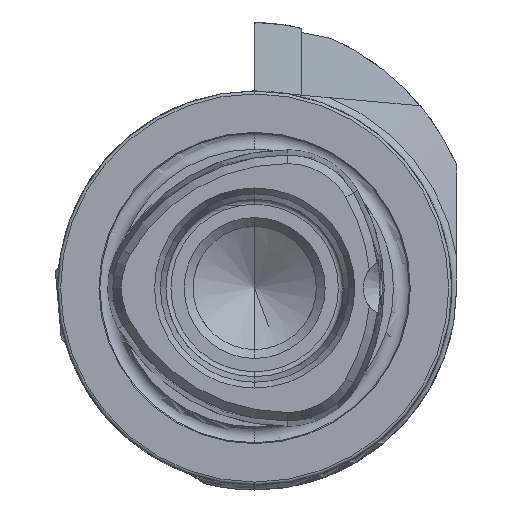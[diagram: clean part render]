
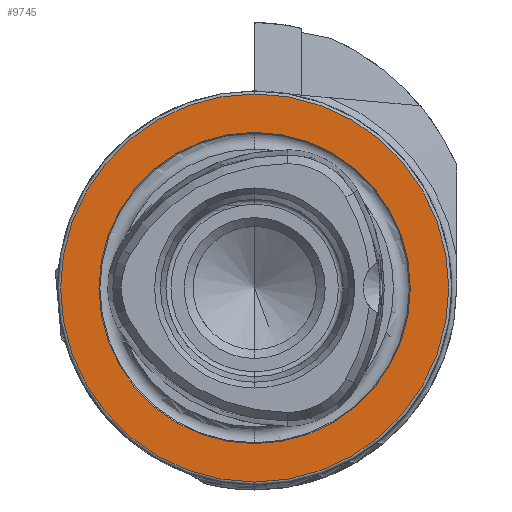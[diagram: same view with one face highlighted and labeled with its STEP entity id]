
A CAD part, left-side view. The second image highlights one B-rep face of the part: STEP entity #9745.
In plain terms, the highlighted planar face has unit normal (-1, 0, 0).
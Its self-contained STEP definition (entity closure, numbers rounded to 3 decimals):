
#91 = EDGE_LOOP ( 'NONE', ( #11359, #7541 ) ) ;
#341 = ORIENTED_EDGE ( 'NONE', *, *, #12182, .F. ) ;
#389 = DIRECTION ( 'NONE',  ( -1., 0., 0. ) ) ;
#652 = CIRCLE ( 'NONE', #5210, 19.7 ) ;
#1059 = CARTESIAN_POINT ( 'NONE',  ( 0., 0., 0. ) ) ;
#1123 = ORIENTED_EDGE ( 'NONE', *, *, #4154, .F. ) ;
#1775 = CARTESIAN_POINT ( 'NONE',  ( 0., 0., -15.8 ) ) ;
#1917 = CIRCLE ( 'NONE', #3923, 19.7 ) ;
#2422 = CARTESIAN_POINT ( 'NONE',  ( 0., 0., 0. ) ) ;
#2703 = CIRCLE ( 'NONE', #12776, 15.8 ) ;
#2730 = CARTESIAN_POINT ( 'NONE',  ( 0., 0., 0. ) ) ;
#2861 = CARTESIAN_POINT ( 'NONE',  ( 0., 0., 15.8 ) ) ;
#3040 = DIRECTION ( 'NONE',  ( 0., 0., 1. ) ) ;
#3448 = CIRCLE ( 'NONE', #4926, 15.8 ) ;
#3630 = DIRECTION ( 'NONE',  ( 0., 0., 1. ) ) ;
#3677 = CARTESIAN_POINT ( 'NONE',  ( 0., 0., 0. ) ) ;
#3923 = AXIS2_PLACEMENT_3D ( 'NONE', #2730, #7002, #5933 ) ;
#3950 = CARTESIAN_POINT ( 'NONE',  ( 0., 15.8, 0. ) ) ;
#4154 = EDGE_CURVE ( 'NONE', #10204, #6281, #3448, .T. ) ;
#4156 = VERTEX_POINT ( 'NONE', #7344 ) ;
#4926 = AXIS2_PLACEMENT_3D ( 'NONE', #1059, #11317, #3040 ) ;
#5042 = FACE_OUTER_BOUND ( 'NONE', #91, .T. ) ;
#5210 = AXIS2_PLACEMENT_3D ( 'NONE', #3677, #10754, #7790 ) ;
#5415 = AXIS2_PLACEMENT_3D ( 'NONE', #3950, #9370, #13476 ) ;
#5933 = DIRECTION ( 'NONE',  ( 0., 0., 1. ) ) ;
#5942 = EDGE_CURVE ( 'NONE', #8561, #4156, #652, .T. ) ;
#6281 = VERTEX_POINT ( 'NONE', #1775 ) ;
#7002 = DIRECTION ( 'NONE',  ( -1., 0., 0. ) ) ;
#7344 = CARTESIAN_POINT ( 'NONE',  ( 0., 0., 19.7 ) ) ;
#7541 = ORIENTED_EDGE ( 'NONE', *, *, #5942, .T. ) ;
#7790 = DIRECTION ( 'NONE',  ( 0., 0., 1. ) ) ;
#8092 = PLANE ( 'NONE',  #5415 ) ;
#8561 = VERTEX_POINT ( 'NONE', #13439 ) ;
#9370 = DIRECTION ( 'NONE',  ( 1., 0., 0. ) ) ;
#9745 = ADVANCED_FACE ( 'NONE', ( #13351, #5042 ), #8092, .F. ) ;
#10204 = VERTEX_POINT ( 'NONE', #2861 ) ;
#10754 = DIRECTION ( 'NONE',  ( -1., 0., 0. ) ) ;
#11317 = DIRECTION ( 'NONE',  ( -1., 0., 0. ) ) ;
#11359 = ORIENTED_EDGE ( 'NONE', *, *, #12729, .T. ) ;
#12182 = EDGE_CURVE ( 'NONE', #6281, #10204, #2703, .T. ) ;
#12580 = EDGE_LOOP ( 'NONE', ( #1123, #341 ) ) ;
#12729 = EDGE_CURVE ( 'NONE', #4156, #8561, #1917, .T. ) ;
#12776 = AXIS2_PLACEMENT_3D ( 'NONE', #2422, #389, #3630 ) ;
#13351 = FACE_BOUND ( 'NONE', #12580, .T. ) ;
#13439 = CARTESIAN_POINT ( 'NONE',  ( 0., 0., -19.7 ) ) ;
#13476 = DIRECTION ( 'NONE',  ( 0., 0., -1. ) ) ;
